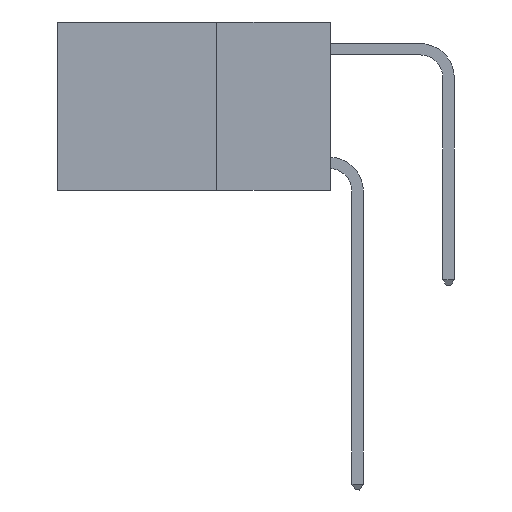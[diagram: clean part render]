
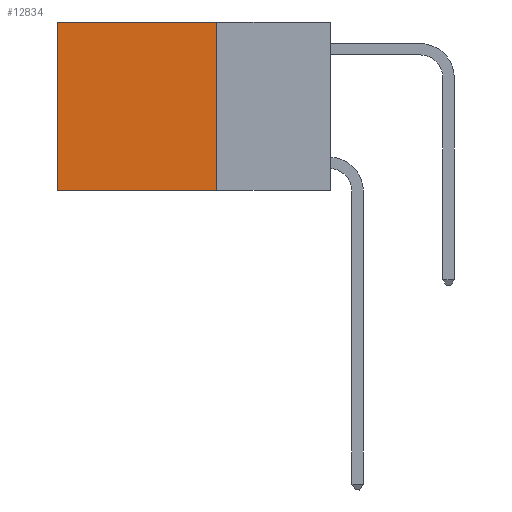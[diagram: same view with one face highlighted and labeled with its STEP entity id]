
A CAD part, left-side view. The second image highlights one B-rep face of the part: STEP entity #12834.
In plain terms, the highlighted planar face has unit normal (-1, 0, 0).
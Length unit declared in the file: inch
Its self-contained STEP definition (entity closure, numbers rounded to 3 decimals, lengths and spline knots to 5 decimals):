
#264 = VERTEX_POINT ( 'NONE', #10933 ) ;
#1688 = DIRECTION ( 'NONE',  ( 0., 1., 0. ) ) ;
#1728 = VECTOR ( 'NONE', #1688, 39.37008 ) ;
#2716 = VERTEX_POINT ( 'NONE', #27418 ) ;
#3154 = VERTEX_POINT ( 'NONE', #10913 ) ;
#5624 = CARTESIAN_POINT ( 'NONE',  ( 0.2625, 0.25, 0. ) ) ;
#5685 = CARTESIAN_POINT ( 'NONE',  ( 0.2625, 0.25, 0. ) ) ;
#6521 = FACE_OUTER_BOUND ( 'NONE', #12398, .T. ) ;
#8027 = AXIS2_PLACEMENT_3D ( 'NONE', #12929, #21591, #10790 ) ;
#9865 = VECTOR ( 'NONE', #19478, 39.37008 ) ;
#10337 = VERTEX_POINT ( 'NONE', #25069 ) ;
#10657 = CARTESIAN_POINT ( 'NONE',  ( 0.2625, 0.25, -0.37 ) ) ;
#10790 = DIRECTION ( 'NONE',  ( 0., 0., -1. ) ) ;
#10913 = CARTESIAN_POINT ( 'NONE',  ( 0.2625, 0.6, -0.37 ) ) ;
#10933 = CARTESIAN_POINT ( 'NONE',  ( 0.2625, 0.25, 0. ) ) ;
#12398 = EDGE_LOOP ( 'NONE', ( #14276, #18863, #14315, #18291 ) ) ;
#12834 = ADVANCED_FACE ( 'NONE', ( #6521 ), #26132, .F. ) ;
#12929 = CARTESIAN_POINT ( 'NONE',  ( 0.2625, 0.25, 0. ) ) ;
#13366 = CARTESIAN_POINT ( 'NONE',  ( 0.2625, 0.6, 0. ) ) ;
#13934 = EDGE_CURVE ( 'NONE', #264, #2716, #20900, .T. ) ;
#14276 = ORIENTED_EDGE ( 'NONE', *, *, #15541, .T. ) ;
#14315 = ORIENTED_EDGE ( 'NONE', *, *, #27255, .F. ) ;
#15541 = EDGE_CURVE ( 'NONE', #2716, #3154, #21601, .T. ) ;
#16931 = DIRECTION ( 'NONE',  ( 0., 1., 0. ) ) ;
#18052 = VECTOR ( 'NONE', #16931, 39.37008 ) ;
#18291 = ORIENTED_EDGE ( 'NONE', *, *, #13934, .T. ) ;
#18863 = ORIENTED_EDGE ( 'NONE', *, *, #26315, .F. ) ;
#18977 = LINE ( 'NONE', #5624, #22202 ) ;
#19478 = DIRECTION ( 'NONE',  ( 0., 0., -1. ) ) ;
#20900 = LINE ( 'NONE', #5685, #18052 ) ;
#21591 = DIRECTION ( 'NONE',  ( 1., 0., 0. ) ) ;
#21601 = LINE ( 'NONE', #13366, #9865 ) ;
#22202 = VECTOR ( 'NONE', #23383, 39.37008 ) ;
#23383 = DIRECTION ( 'NONE',  ( 0., 0., -1. ) ) ;
#25069 = CARTESIAN_POINT ( 'NONE',  ( 0.2625, 0.25, -0.37 ) ) ;
#26132 = PLANE ( 'NONE',  #8027 ) ;
#26315 = EDGE_CURVE ( 'NONE', #10337, #3154, #27847, .T. ) ;
#27255 = EDGE_CURVE ( 'NONE', #264, #10337, #18977, .T. ) ;
#27418 = CARTESIAN_POINT ( 'NONE',  ( 0.2625, 0.6, 0. ) ) ;
#27847 = LINE ( 'NONE', #10657, #1728 ) ;
